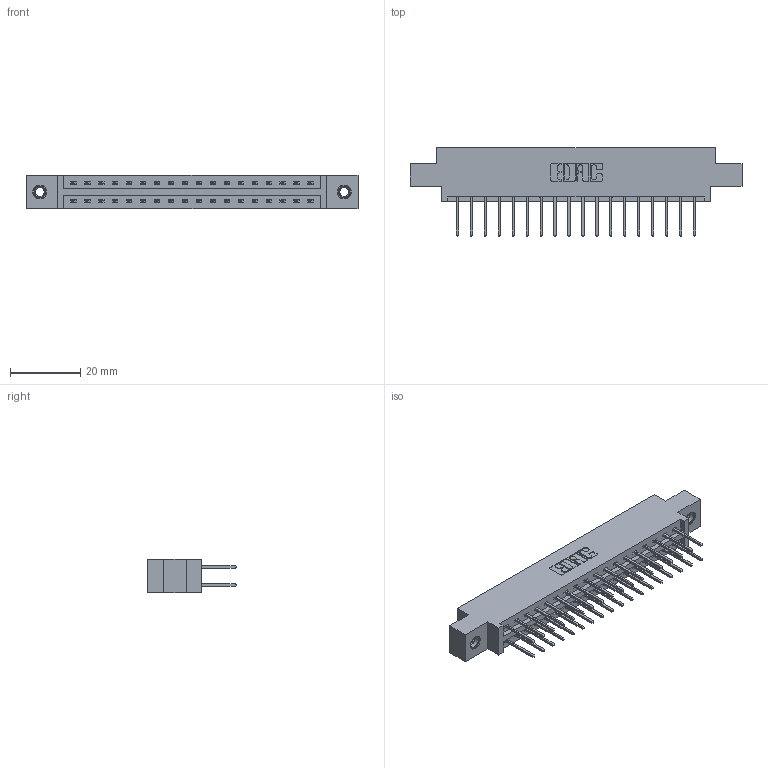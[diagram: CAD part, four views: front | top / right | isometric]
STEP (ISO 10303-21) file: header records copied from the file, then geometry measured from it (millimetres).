
FILE_DESCRIPTION (( 'STEP AP203' ), '1' );
FILE_NAME ('337-036-523-807.STEP', '2019-10-11T02:53:22', ( '' ), ( '' ), 'SwSTEP 2.0', 'SolidWorks 2016', '' );
FILE_SCHEMA (( 'CONFIG_CONTROL_DESIGN' ));
Length unit declared in the file: inch
Products named in the file (4): 345-250-001_345-250-005-103; 345-292-001_345-293-123; 337 Part_0.170 Offset - 0.156 Dia-TI; 337-036-523-807
Assembly tree (39 placements, depth 2):
  337-036-523-807
    337 Part_0.170 Offset - 0.156 Dia-TI
    345-292-001_345-293-123  x36
    345-250-001_345-250-005-103  x2
Bounding box: 94.34 x 25.15 x 9.4 mm (x, y, z)
Volume: 9565.1 mm3; surface area: 11074.7 mm2
Topology: 39 solids, 39 shells, 2122 faces, 6255 edges, 4114 vertices
Faces by surface type: plane 1474, cylinder 632, cone 12, torus 4
Entity records: 18396 total; most frequent: CARTESIAN_POINT 3101, ORIENTED_EDGE 3030, DIRECTION 2713, EDGE_CURVE 1515, VECTOR 1367, LINE 1367, VERTEX_POINT 1004, AXIS2_PLACEMENT_3D 673
